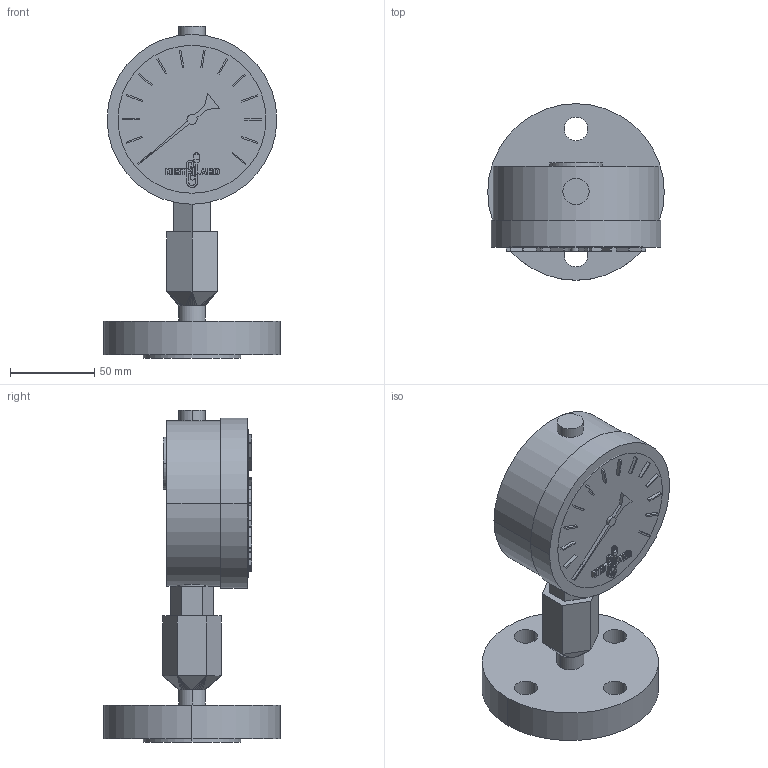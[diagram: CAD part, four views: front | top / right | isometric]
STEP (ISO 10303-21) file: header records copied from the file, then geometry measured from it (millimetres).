
FILE_DESCRIPTION(/* description */ (''),/* implementation_level */ '2;1');
FILE_NAME(/* name */ '2335RV13DN20.stp',/* time_stamp */ '2024-08-23T10:37:05+02:00',/* author */ ('SBS'),/* organization */ (''),/* preprocessor_version */ 'ST-DEVELOPER v19.2',/* originating_system */ 'AutoCAD Mechanical',/* authorisation */ '');
FILE_SCHEMA (('AUTOMOTIVE_DESIGN { 1 0 10303 214 3 1 1 }'));
Length unit declared in the file: millimetre
Products named in the file (1): Product
Bounding box: 105 x 105 x 197.5 mm (x, y, z)
Volume: 589867.2 mm3; surface area: 93727.3 mm2
Topology: 40 solids, 40 shells, 769 faces, 2017 edges, 1334 vertices
Faces by surface type: plane 721, cylinder 42, bspline 6
Entity records: 23315 total; most frequent: CARTESIAN_POINT 4207, ORIENTED_EDGE 4034, DIRECTION 3621, EDGE_CURVE 2017, LINE 1933, VECTOR 1933, VERTEX_POINT 1334, AXIS2_PLACEMENT_3D 844
